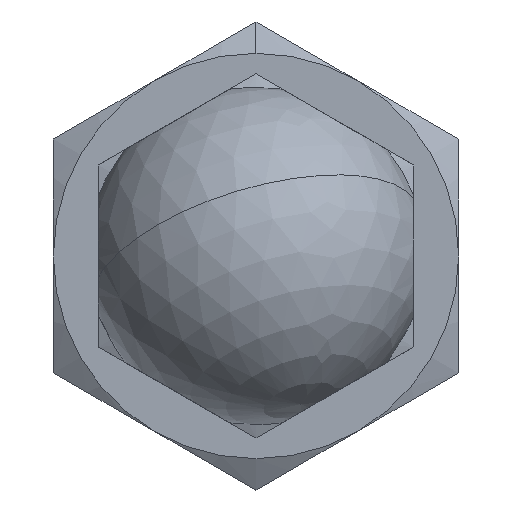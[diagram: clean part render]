
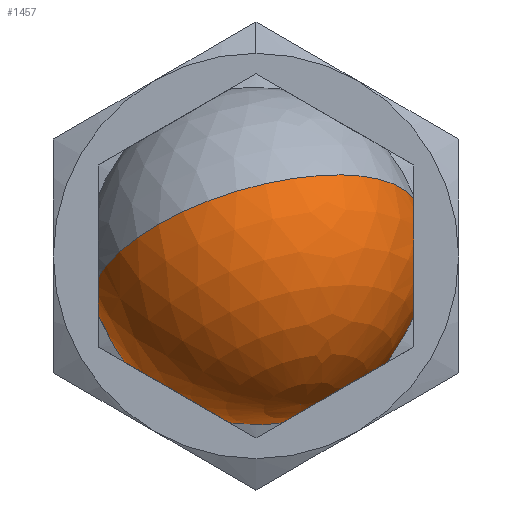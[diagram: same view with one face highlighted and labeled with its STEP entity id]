
A CAD part, front view. The second image highlights one B-rep face of the part: STEP entity #1457.
In plain terms, the highlighted spherical face has radius 7.5 mm.
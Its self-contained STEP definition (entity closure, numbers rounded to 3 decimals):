
#19 = DIRECTION ( 'NONE',  ( -0.5, 0., 0.866 ) ) ;
#44 = AXIS2_PLACEMENT_3D ( 'NONE', #744, #99, #586 ) ;
#47 = CARTESIAN_POINT ( 'NONE',  ( 6.644, -11.049, 0.437 ) ) ;
#69 = DIRECTION ( 'NONE',  ( 0.266, -0.4, -0.877 ) ) ;
#84 = VERTEX_POINT ( 'NONE', #1034 ) ;
#99 = DIRECTION ( 'NONE',  ( -0.5, 0., 0.866 ) ) ;
#115 = DIRECTION ( 'NONE',  ( -1., 0., 0. ) ) ;
#119 = DIRECTION ( 'NONE',  ( 0.5, 0., 0.866 ) ) ;
#124 = DIRECTION ( 'NONE',  ( -0.866, 0., 0.5 ) ) ;
#132 = DIRECTION ( 'NONE',  ( 0., -0.91, 0.415 ) ) ;
#134 = ORIENTED_EDGE ( 'NONE', *, *, #943, .T. ) ;
#142 = DIRECTION ( 'NONE',  ( 0., -0.91, 0.415 ) ) ;
#161 = EDGE_CURVE ( 'NONE', #1188, #1769, #2124, .T. ) ;
#168 = CIRCLE ( 'NONE', #531, 7.5 ) ;
#174 = AXIS2_PLACEMENT_3D ( 'NONE', #1631, #19, #509 ) ;
#200 = AXIS2_PLACEMENT_3D ( 'NONE', #1894, #119, #1419 ) ;
#206 = VERTEX_POINT ( 'NONE', #1424 ) ;
#226 = DIRECTION ( 'NONE',  ( 0., -1., 0. ) ) ;
#227 = VERTEX_POINT ( 'NONE', #2074 ) ;
#238 = VERTEX_POINT ( 'NONE', #1555 ) ;
#241 = EDGE_CURVE ( 'NONE', #238, #206, #961, .T. ) ;
#254 = ORIENTED_EDGE ( 'NONE', *, *, #1270, .T. ) ;
#305 = CARTESIAN_POINT ( 'NONE',  ( 0., -14.5, 0. ) ) ;
#316 = ORIENTED_EDGE ( 'NONE', *, *, #366, .F. ) ;
#366 = EDGE_CURVE ( 'NONE', #1993, #538, #168, .T. ) ;
#420 = ORIENTED_EDGE ( 'NONE', *, *, #241, .T. ) ;
#423 = EDGE_CURVE ( 'NONE', #84, #538, #813, .T. ) ;
#428 = DIRECTION ( 'NONE',  ( 0., 0.91, -0.415 ) ) ;
#456 = CIRCLE ( 'NONE', #1538, 6. ) ;
#509 = DIRECTION ( 'NONE',  ( -0.866, 0., -0.5 ) ) ;
#515 = DIRECTION ( 'NONE',  ( 0.266, -0.4, -0.877 ) ) ;
#519 = AXIS2_PLACEMENT_3D ( 'NONE', #1784, #1267, #124 ) ;
#520 = VERTEX_POINT ( 'NONE', #1337 ) ;
#531 = AXIS2_PLACEMENT_3D ( 'NONE', #1452, #1124, #142 ) ;
#538 = VERTEX_POINT ( 'NONE', #47 ) ;
#551 = DIRECTION ( 'NONE',  ( 1., 0., 0. ) ) ;
#562 = EDGE_CURVE ( 'NONE', #1659, #1188, #1414, .T. ) ;
#581 = CARTESIAN_POINT ( 'NONE',  ( 0., -14.5, 0. ) ) ;
#586 = DIRECTION ( 'NONE',  ( -0.866, 0., -0.5 ) ) ;
#627 = VERTEX_POINT ( 'NONE', #668 ) ;
#668 = CARTESIAN_POINT ( 'NONE',  ( 7., -15.408, 2.535 ) ) ;
#672 = FACE_OUTER_BOUND ( 'NONE', #1039, .T. ) ;
#693 = CARTESIAN_POINT ( 'NONE',  ( 0., -14.5, 0. ) ) ;
#701 = CARTESIAN_POINT ( 'NONE',  ( 7., -11.99, 0.975 ) ) ;
#744 = CARTESIAN_POINT ( 'NONE',  ( 3.5, -14.5, -6.062 ) ) ;
#759 = CARTESIAN_POINT ( 'NONE',  ( 1.168, -14.5, -7.408 ) ) ;
#813 = CIRCLE ( 'NONE', #1395, 7.5 ) ;
#851 = ORIENTED_EDGE ( 'NONE', *, *, #423, .T. ) ;
#891 = CARTESIAN_POINT ( 'NONE',  ( 0., -14.5, 0. ) ) ;
#926 = CARTESIAN_POINT ( 'NONE',  ( -7., -13.592, -2.535 ) ) ;
#938 = ORIENTED_EDGE ( 'NONE', *, *, #2089, .T. ) ;
#943 = EDGE_CURVE ( 'NONE', #1152, #227, #1237, .T. ) ;
#953 = CARTESIAN_POINT ( 'NONE',  ( 0., -10., 0. ) ) ;
#961 = CIRCLE ( 'NONE', #200, 2.693 ) ;
#964 = ORIENTED_EDGE ( 'NONE', *, *, #562, .T. ) ;
#1002 = AXIS2_PLACEMENT_3D ( 'NONE', #2071, #1083, #1235 ) ;
#1007 = EDGE_LOOP ( 'NONE', ( #254, #420 ) ) ;
#1034 = CARTESIAN_POINT ( 'NONE',  ( 5.995, -10., -0.238 ) ) ;
#1039 = EDGE_LOOP ( 'NONE', ( #1165, #938, #964, #1978, #2015, #851, #316, #1878 ) ) ;
#1054 = FACE_BOUND ( 'NONE', #1007, .T. ) ;
#1083 = DIRECTION ( 'NONE',  ( -1., 0., 0. ) ) ;
#1091 = EDGE_CURVE ( 'NONE', #84, #1769, #456, .T. ) ;
#1124 = DIRECTION ( 'NONE',  ( -0.266, 0.4, 0.877 ) ) ;
#1152 = VERTEX_POINT ( 'NONE', #759 ) ;
#1153 = CIRCLE ( 'NONE', #1948, 7.5 ) ;
#1165 = ORIENTED_EDGE ( 'NONE', *, *, #1295, .F. ) ;
#1188 = VERTEX_POINT ( 'NONE', #926 ) ;
#1235 = DIRECTION ( 'NONE',  ( 0., 0., -1. ) ) ;
#1237 = CIRCLE ( 'NONE', #44, 2.693 ) ;
#1241 = EDGE_CURVE ( 'NONE', #1993, #627, #1243, .T. ) ;
#1243 = CIRCLE ( 'NONE', #1002, 2.693 ) ;
#1267 = DIRECTION ( 'NONE',  ( 0.5, 0., 0.866 ) ) ;
#1270 = EDGE_CURVE ( 'NONE', #206, #238, #1583, .T. ) ;
#1295 = EDGE_CURVE ( 'NONE', #520, #627, #1153, .T. ) ;
#1299 = SPHERICAL_SURFACE ( 'NONE', #1571, 7.5 ) ;
#1321 = ORIENTED_EDGE ( 'NONE', *, *, #1422, .T. ) ;
#1337 = CARTESIAN_POINT ( 'NONE',  ( -6.644, -17.951, -0.437 ) ) ;
#1393 = DIRECTION ( 'NONE',  ( 0.266, -0.4, -0.877 ) ) ;
#1395 = AXIS2_PLACEMENT_3D ( 'NONE', #693, #1470, #1476 ) ;
#1414 = CIRCLE ( 'NONE', #1598, 2.693 ) ;
#1419 = DIRECTION ( 'NONE',  ( -0.866, 0., 0.5 ) ) ;
#1422 = EDGE_CURVE ( 'NONE', #227, #1152, #1451, .T. ) ;
#1424 = CARTESIAN_POINT ( 'NONE',  ( -5.832, -14.5, -4.716 ) ) ;
#1451 = CIRCLE ( 'NONE', #174, 2.693 ) ;
#1452 = CARTESIAN_POINT ( 'NONE',  ( 0., -14.5, 0. ) ) ;
#1457 = ADVANCED_FACE ( 'NONE', ( #1054, #1844, #672 ), #1299, .T. ) ;
#1470 = DIRECTION ( 'NONE',  ( 0.266, -0.4, -0.877 ) ) ;
#1476 = DIRECTION ( 'NONE',  ( 0., 0.91, -0.415 ) ) ;
#1494 = CARTESIAN_POINT ( 'NONE',  ( 0., -14.5, 0. ) ) ;
#1538 = AXIS2_PLACEMENT_3D ( 'NONE', #953, #2093, #115 ) ;
#1555 = CARTESIAN_POINT ( 'NONE',  ( -1.168, -14.5, -7.408 ) ) ;
#1571 = AXIS2_PLACEMENT_3D ( 'NONE', #1494, #515, #1834 ) ;
#1583 = CIRCLE ( 'NONE', #519, 2.693 ) ;
#1596 = CARTESIAN_POINT ( 'NONE',  ( -7., -17.01, -0.975 ) ) ;
#1598 = AXIS2_PLACEMENT_3D ( 'NONE', #1704, #551, #226 ) ;
#1621 = DIRECTION ( 'NONE',  ( -0.266, 0.4, 0.877 ) ) ;
#1631 = CARTESIAN_POINT ( 'NONE',  ( 3.5, -14.5, -6.062 ) ) ;
#1659 = VERTEX_POINT ( 'NONE', #1596 ) ;
#1704 = CARTESIAN_POINT ( 'NONE',  ( -7., -14.5, 0. ) ) ;
#1733 = AXIS2_PLACEMENT_3D ( 'NONE', #891, #1393, #428 ) ;
#1769 = VERTEX_POINT ( 'NONE', #2135 ) ;
#1777 = CIRCLE ( 'NONE', #1940, 7.5 ) ;
#1784 = CARTESIAN_POINT ( 'NONE',  ( -3.5, -14.5, -6.062 ) ) ;
#1834 = DIRECTION ( 'NONE',  ( 0.38, -0.792, 0.477 ) ) ;
#1844 = FACE_BOUND ( 'NONE', #1901, .T. ) ;
#1877 = DIRECTION ( 'NONE',  ( 0., 0.91, -0.415 ) ) ;
#1878 = ORIENTED_EDGE ( 'NONE', *, *, #1241, .T. ) ;
#1894 = CARTESIAN_POINT ( 'NONE',  ( -3.5, -14.5, -6.062 ) ) ;
#1901 = EDGE_LOOP ( 'NONE', ( #134, #1321 ) ) ;
#1940 = AXIS2_PLACEMENT_3D ( 'NONE', #581, #69, #1877 ) ;
#1948 = AXIS2_PLACEMENT_3D ( 'NONE', #305, #1621, #132 ) ;
#1978 = ORIENTED_EDGE ( 'NONE', *, *, #161, .T. ) ;
#1993 = VERTEX_POINT ( 'NONE', #701 ) ;
#2015 = ORIENTED_EDGE ( 'NONE', *, *, #1091, .F. ) ;
#2071 = CARTESIAN_POINT ( 'NONE',  ( 7., -14.5, 0. ) ) ;
#2074 = CARTESIAN_POINT ( 'NONE',  ( 5.832, -14.5, -4.716 ) ) ;
#2089 = EDGE_CURVE ( 'NONE', #520, #1659, #1777, .T. ) ;
#2093 = DIRECTION ( 'NONE',  ( 0., 1., 0. ) ) ;
#2124 = CIRCLE ( 'NONE', #1733, 7.5 ) ;
#2135 = CARTESIAN_POINT ( 'NONE',  ( -4.855, -10., -3.525 ) ) ;
